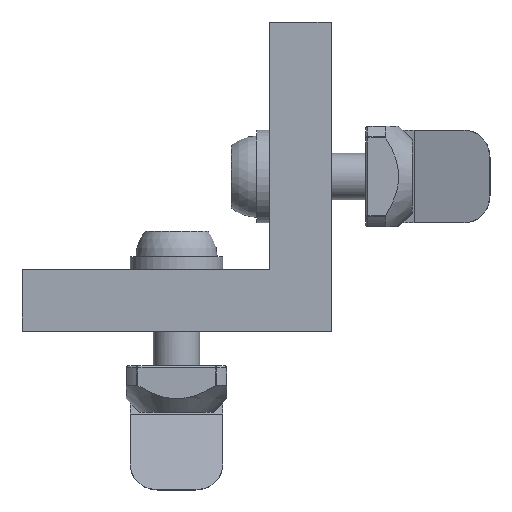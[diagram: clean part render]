
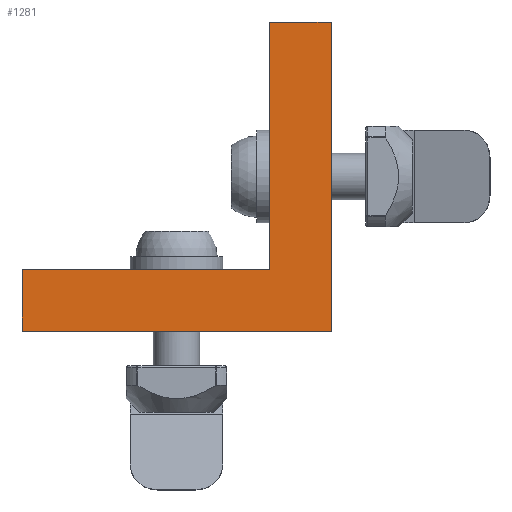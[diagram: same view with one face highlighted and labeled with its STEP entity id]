
A CAD part, front view. The second image highlights one B-rep face of the part: STEP entity #1281.
In plain terms, the highlighted planar face has unit normal (0, -1, 0).
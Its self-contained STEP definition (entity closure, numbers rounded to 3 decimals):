
#1281=ADVANCED_FACE('',(#1408),#1409,.T.);
#1408=FACE_OUTER_BOUND('',#1600,.T.);
#1409=PLANE('',#1601);
#1600=EDGE_LOOP('',(#1862,#1863,#1864,#1865,#1866,#1867));
#1601=AXIS2_PLACEMENT_3D('',#1868,#1869,#1870);
#1862=ORIENTED_EDGE('',*,*,#2393,.T.);
#1863=ORIENTED_EDGE('',*,*,#2386,.T.);
#1864=ORIENTED_EDGE('',*,*,#2375,.T.);
#1865=ORIENTED_EDGE('',*,*,#2383,.T.);
#1866=ORIENTED_EDGE('',*,*,#2410,.T.);
#1867=ORIENTED_EDGE('',*,*,#2411,.T.);
#1868=CARTESIAN_POINT('',(0.0,-10.0,0.0));
#1869=DIRECTION('',(0.0,-1.0,0.0));
#1870=DIRECTION('',(1.0,0.0,0.0));
#2375=EDGE_CURVE('',#2557,#2558,#2559,.T.);
#2383=EDGE_CURVE('',#2558,#2573,#2574,.T.);
#2386=EDGE_CURVE('',#2578,#2557,#2579,.T.);
#2393=EDGE_CURVE('',#2591,#2578,#2592,.T.);
#2410=EDGE_CURVE('',#2573,#2615,#2616,.T.);
#2411=EDGE_CURVE('',#2615,#2591,#2617,.T.);
#2557=VERTEX_POINT('',#2851);
#2558=VERTEX_POINT('',#2852);
#2559=LINE('',#2853,#2854);
#2573=VERTEX_POINT('',#2873);
#2574=LINE('',#2874,#2875);
#2578=VERTEX_POINT('',#2881);
#2579=LINE('',#2882,#2883);
#2591=VERTEX_POINT('',#2899);
#2592=LINE('',#2900,#2901);
#2615=VERTEX_POINT('',#2938);
#2616=LINE('',#2939,#2940);
#2617=LINE('',#2941,#2942);
#2851=CARTESIAN_POINT('',(-8.0,-10.0,40.0));
#2852=CARTESIAN_POINT('',(-8.0,-10.0,8.0));
#2853=CARTESIAN_POINT('',(-8.0,-10.0,24.0));
#2854=VECTOR('',#3396,1.0);
#2873=CARTESIAN_POINT('',(-40.0,-10.0,8.0));
#2874=CARTESIAN_POINT('',(-24.0,-10.0,8.0));
#2875=VECTOR('',#3408,1.0);
#2881=CARTESIAN_POINT('',(0.0,-10.0,40.0));
#2882=CARTESIAN_POINT('',(-4.0,-10.0,40.0));
#2883=VECTOR('',#3411,1.0);
#2899=CARTESIAN_POINT('',(0.0,-10.0,0.0));
#2900=CARTESIAN_POINT('',(0.0,-10.0,20.0));
#2901=VECTOR('',#3422,1.0);
#2938=CARTESIAN_POINT('',(-40.0,-10.0,0.0));
#2939=CARTESIAN_POINT('',(-40.0,-10.0,4.0));
#2940=VECTOR('',#3443,1.0);
#2941=CARTESIAN_POINT('',(-20.0,-10.0,0.0));
#2942=VECTOR('',#3444,1.0);
#3396=DIRECTION('',(0.,0.0,-1.0));
#3408=DIRECTION('',(-1.0,0.0,0.));
#3411=DIRECTION('',(-1.0,0.0,0.));
#3422=DIRECTION('',(0.,0.0,1.0));
#3443=DIRECTION('',(0.,0.0,-1.0));
#3444=DIRECTION('',(1.0,0.0,0.0));
